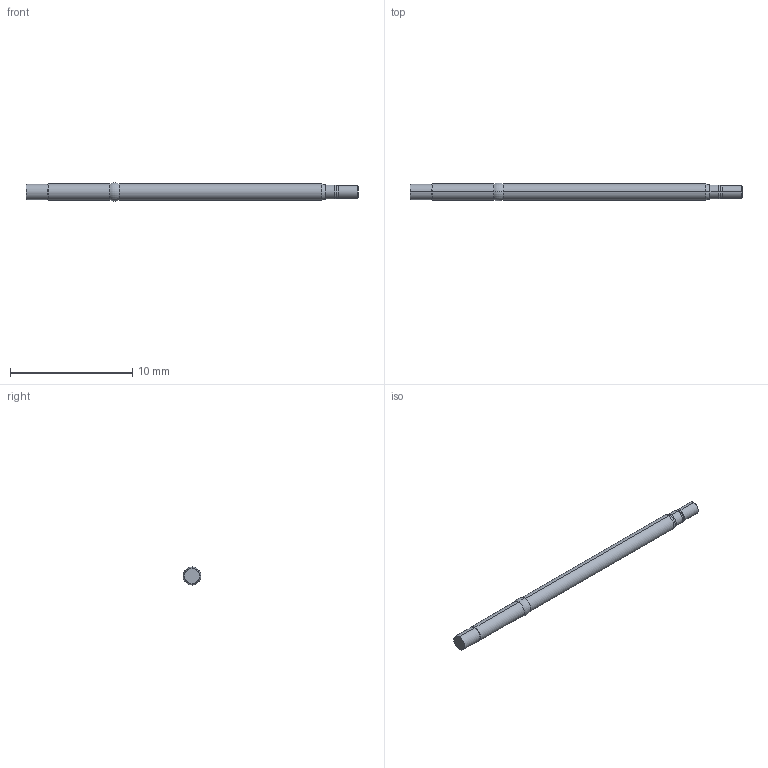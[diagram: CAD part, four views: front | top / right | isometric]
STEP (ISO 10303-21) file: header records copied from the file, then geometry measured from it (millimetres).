
FILE_DESCRIPTION (( 'STEP AP214' ), '1' );
FILE_NAME ('075-SDN250N.STEP', '2013-06-06T15:11:03', ( 'spare' ), ( '' ), 'SwSTEP 2.0', 'SolidWorks 2012', '' );
FILE_SCHEMA (( 'AUTOMOTIVE_DESIGN' ));
Length unit declared in the file: inch
Products named in the file (1): 075-SDN250N
Bounding box: 27.18 x 1.47 x 1.48 mm (x, y, z)
Volume: 36 mm3; surface area: 112.9 mm2
Topology: 1 solids, 1 shells, 26 faces, 50 edges, 26 vertices
Faces by surface type: torus 12, cylinder 10, plane 2, cone 2
Entity records: 696 total; most frequent: DIRECTION 142, CARTESIAN_POINT 103, ORIENTED_EDGE 100, AXIS2_PLACEMENT_3D 65, EDGE_CURVE 50, CIRCLE 38, EDGE_LOOP 26, FACE_OUTER_BOUND 26
